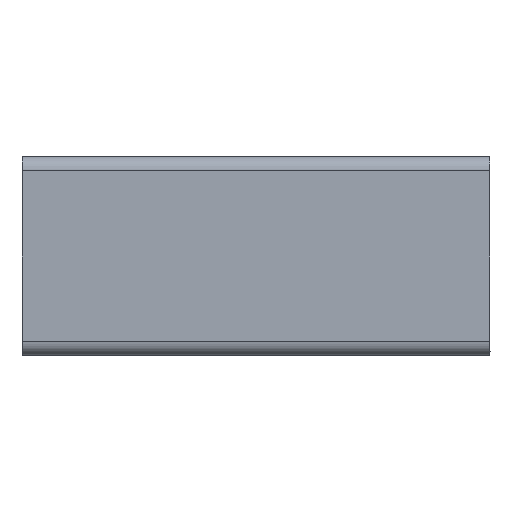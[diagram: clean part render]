
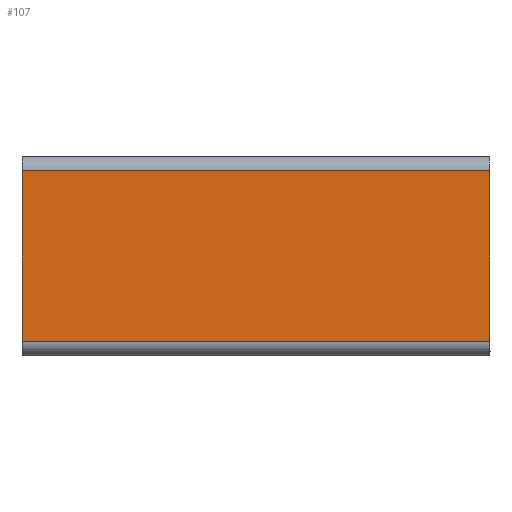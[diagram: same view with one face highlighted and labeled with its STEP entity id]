
A CAD part, left-side view. The second image highlights one B-rep face of the part: STEP entity #107.
In plain terms, the highlighted planar face has unit normal (-1, 0, 0).
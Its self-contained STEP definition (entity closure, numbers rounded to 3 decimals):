
#107=ADVANCED_FACE('',(#151),#933,.T.);
#151=FACE_OUTER_BOUND('',#195,.T.);
#195=EDGE_LOOP('',(#347,#348,#349,#350));
#347=ORIENTED_EDGE('',*,*,#530,.F.);
#348=ORIENTED_EDGE('',*,*,#539,.T.);
#349=ORIENTED_EDGE('',*,*,#529,.T.);
#350=ORIENTED_EDGE('',*,*,#538,.F.);
#529=EDGE_CURVE('',#824,#823,#701,.T.);
#530=EDGE_CURVE('',#826,#825,#702,.T.);
#538=EDGE_CURVE('',#825,#823,#710,.T.);
#539=EDGE_CURVE('',#826,#824,#711,.T.);
#701=B_SPLINE_CURVE_WITH_KNOTS('',1,(#1293,#1294),.UNSPECIFIED.,.F.,.F.,
(2,2),(-1.452,-0.852),.UNSPECIFIED.);
#702=B_SPLINE_CURVE_WITH_KNOTS('',1,(#1295,#1296),.UNSPECIFIED.,.F.,.F.,
(2,2),(-1.452,-0.852),.UNSPECIFIED.);
#710=B_SPLINE_CURVE_WITH_KNOTS('',1,(#1311,#1312),.UNSPECIFIED.,.F.,.F.,
(2,2),(0.,1.65),.UNSPECIFIED.);
#711=B_SPLINE_CURVE_WITH_KNOTS('',1,(#1313,#1314),.UNSPECIFIED.,.F.,.F.,
(2,2),(0.,1.65),.UNSPECIFIED.);
#823=VERTEX_POINT('',#1259);
#824=VERTEX_POINT('',#1260);
#825=VERTEX_POINT('',#1261);
#826=VERTEX_POINT('',#1262);
#933=PLANE('',#981);
#981=AXIS2_PLACEMENT_3D('',#1209,#1014,$);
#1014=DIRECTION('',(-1.,0.,0.));
#1209=CARTESIAN_POINT('',(-1.6,3.175,0.));
#1259=CARTESIAN_POINT('',(-1.6,3.175,0.65));
#1260=CARTESIAN_POINT('',(-1.6,3.175,0.05));
#1261=CARTESIAN_POINT('',(-1.6,4.825,0.65));
#1262=CARTESIAN_POINT('',(-1.6,4.825,0.05));
#1293=CARTESIAN_POINT('',(-1.6,3.175,0.05));
#1294=CARTESIAN_POINT('',(-1.6,3.175,0.65));
#1295=CARTESIAN_POINT('',(-1.6,4.825,0.05));
#1296=CARTESIAN_POINT('',(-1.6,4.825,0.65));
#1311=CARTESIAN_POINT('',(-1.6,4.825,0.65));
#1312=CARTESIAN_POINT('',(-1.6,3.175,0.65));
#1313=CARTESIAN_POINT('',(-1.6,4.825,0.05));
#1314=CARTESIAN_POINT('',(-1.6,3.175,0.05));
